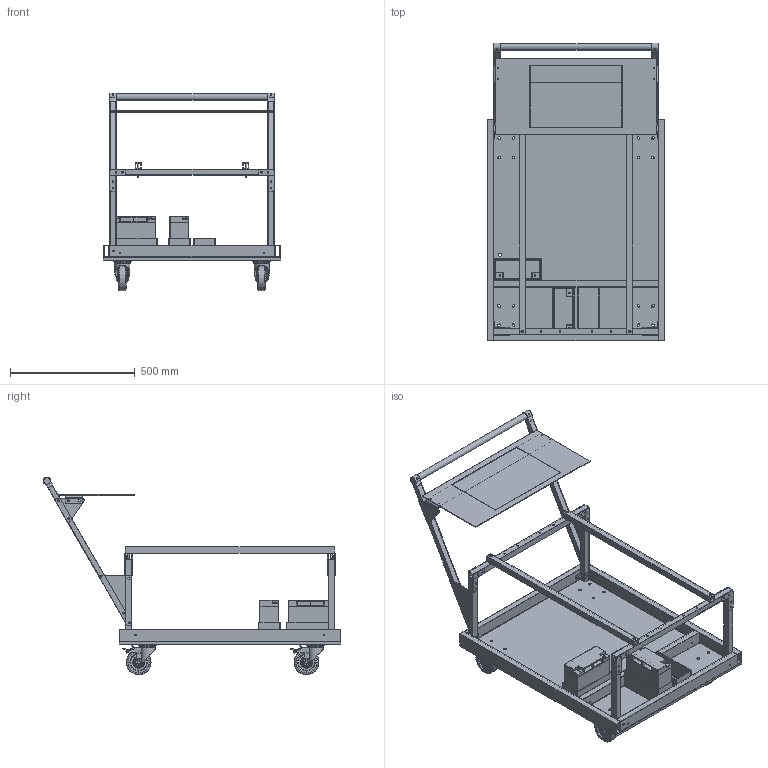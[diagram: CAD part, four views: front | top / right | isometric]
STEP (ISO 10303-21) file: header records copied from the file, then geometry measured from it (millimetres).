
FILE_DESCRIPTION(/* description */ (''),/* implementation_level */ '2;1');
FILE_NAME(/* name */ 'Master v16.step',/* time_stamp */ '2024-09-18T23:30:54-07:00',/* author */ (''),/* organization */ (''),/* preprocessor_version */ 'ST-DEVELOPER v20',/* originating_system */ 'Autodesk Translation Framework v13.14.0.145',/* authorisation */ '');
FILE_SCHEMA (('AUTOMOTIVE_DESIGN { 1 0 10303 214 3 1 1 }'));
Length unit declared in the file: inch
Products named in the file (47): Master; Robot Cart; Cart Base; Floor Part (with casters!); Floor; Casters; 27075T62_Easy-Roll Caster; Casters_1; 27075T62_Easy-Roll Caster_1; Casters_2; 27075T62_Easy-Roll Caster_2; Casters_3; 27075T62_Easy-Roll Caster_3; Component2; Component3; Component4; Component5; Component6; Component7; Base Tube Horiztonal; Base Tube Horiztonal v4; Battery Box; Base Tube Vertical; Battery; "light"; Simple Bracket; Upper Cart; Fun tubes; Tray tube; Horizontal Tube; Verticle Tube Rear Right; Verticle Tube Rear Left; Verticle Tube Left Front; Verticle Tube Front Right; Driver station; Side plate; Driver Station Support Tube; handle port; This is not an external component; Handle ...
Assembly tree (92 placements, depth 8):
  Master
    Robot Cart
      Cart Base
        Floor Part (with casters!)
          Floor
            Casters
              27075T62_Easy-Roll Caster
                Component2
                Component3
                Component4
                Component5
                Component6
                Component7
            Casters_1
              27075T62_Easy-Roll Caster_1
                Component2
                Component3
                Component4
                Component5
                Component6
                Component7
            Casters_2
              27075T62_Easy-Roll Caster_2
                Component2
                Component3
                Component4
                Component5
                Component6
                Component7
            Casters_3
              27075T62_Easy-Roll Caster_3
                Component2
                Component3
                Component4
                Component5
                Component6
                Component7
        Base Tube Horiztonal  x2
        Base Tube Vertical  x2
        Base Tube Horiztonal v4
        Battery Box  x3
        Battery  x2
        "light"
        Simple Bracket_1  x5
          Bracket
        Simple Bracket
          Bracket
      Upper Cart
        Fun tubes
          Tray tube  x2
          Horizontal Tube  x2
          Verticle Tube Rear Right
          Verticle Tube Rear Left
          Verticle Tube Left Front
          Verticle Tube Front Right
        Driver station
          Side plate  x2
          Driver Station Support Tube  x2
          handle port  x2
          This is not an external component  x2
Bounding box: 711.2 x 1193.51 x 792.86 mm (x, y, z)
Volume: 15984950.6 mm3; surface area: 5081507.9 mm2
Topology: 79 solids, 79 shells, 2299 faces, 5590 edges, 3504 vertices
Faces by surface type: plane 1053, cylinder 848, torus 184, cone 148, bspline 38, sphere 28
Full cylindrical faces by diameter (mm): 2.388 x4, 3.81 x4, 4.496 x8, 6.35 x4, 6.477 x56, 6.604 x138, 8.125 x8, 9.36 x8, 9.652 x4, 11.375 x4, 12.7 x1, 18.6 x4, 25.349 x1, 25.4 x2, 27.432 x8, 40.158 x8, 83.236 x8
Entity records: 28190 total; most frequent: CARTESIAN_POINT 5713, DIRECTION 4665, ORIENTED_EDGE 4144, EDGE_CURVE 2072, AXIS2_PLACEMENT_3D 1707, VERTEX_POINT 1316, LINE 1251, VECTOR 1251
